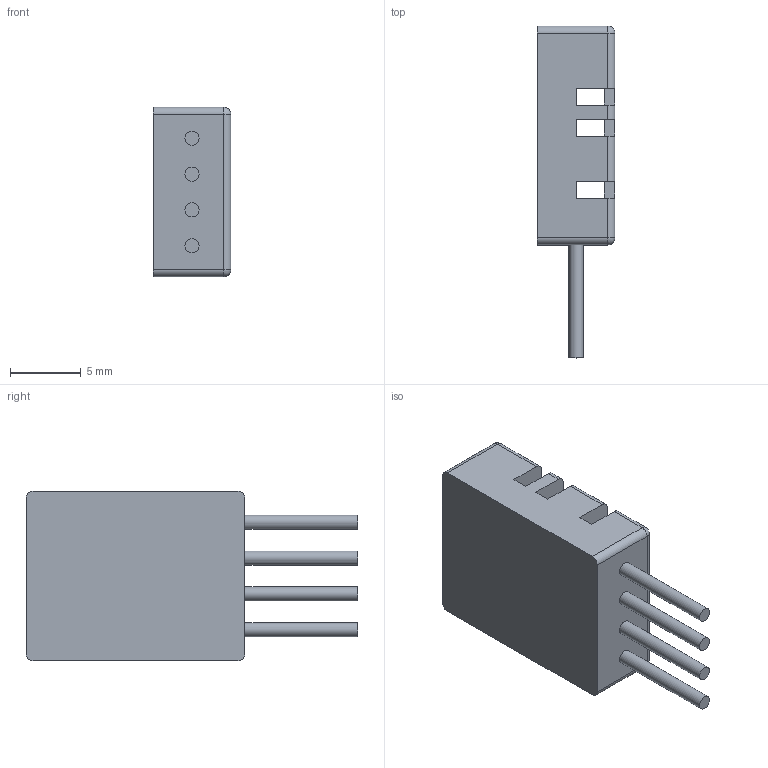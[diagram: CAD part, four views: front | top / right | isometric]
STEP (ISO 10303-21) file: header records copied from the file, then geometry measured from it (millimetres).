
FILE_DESCRIPTION(('HOOPS Exchange Step'),'2;1');
FILE_NAME('16ba267ae63fd212f44d1a9cd49d081320200313-3338-1ghaq3f.SLDPRT.step','2020-03-13T19:29:40+00:00',('converter2'),('Unknown organisation'),'HOOPS Exchange 2019.2','HOOPS Exchange','Unknown authorisation');
FILE_SCHEMA( ('AUTOMOTIVE_DESIGN { 1 0 10303 214 1 1 1 1 }') );
Length unit declared in the file: millimetre
Products named in the file (2): Predeterminado; 16ba267ae63fd212f44d1a9cd49d081320200313-3338-1ghaq3f
Assembly tree (1 placements, depth 2):
  16ba267ae63fd212f44d1a9cd49d081320200313-3338-1ghaq3f
    Predeterminado
Bounding box: 5.5 x 23.5 x 12 mm (x, y, z)
Volume: 844.9 mm3; surface area: 1146.9 mm2
Topology: 1 solids, 1 shells, 174 faces, 497 edges, 290 vertices
Faces by surface type: plane 149, cylinder 21, sphere 4
Full cylindrical faces by diameter (mm): 1 x4
Entity records: 5581 total; most frequent: ORIENTED_EDGE 986, CARTESIAN_POINT 960, DIRECTION 893, EDGE_CURVE 493, VECTOR 447, LINE 447, VERTEX_POINT 290, AXIS2_PLACEMENT_3D 223
